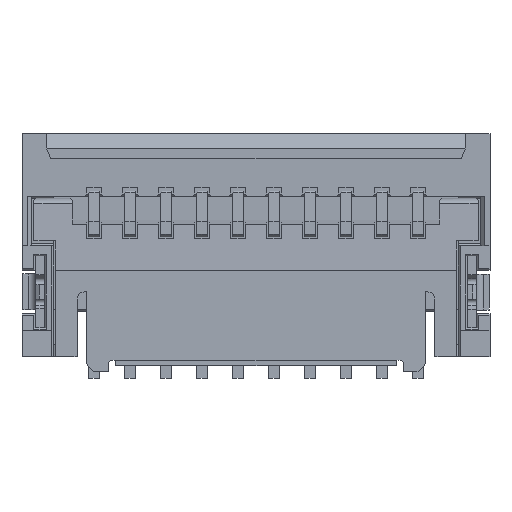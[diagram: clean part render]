
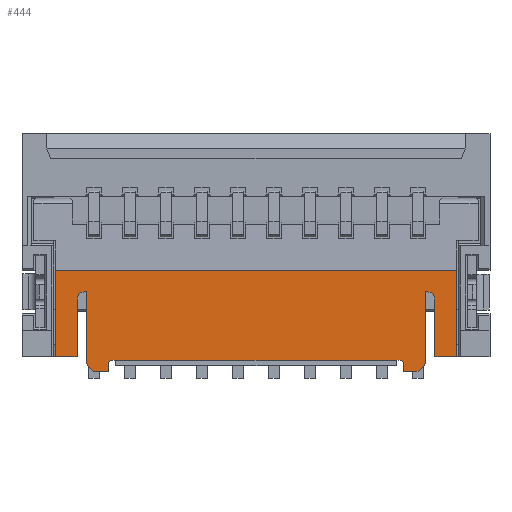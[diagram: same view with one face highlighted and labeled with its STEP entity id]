
A CAD part, top view. The second image highlights one B-rep face of the part: STEP entity #444.
In plain terms, the highlighted planar face has unit normal (0, 0, 1).
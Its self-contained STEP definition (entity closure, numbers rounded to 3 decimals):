
#444=ADVANCED_FACE('10093',(#1518),#1519,.T.);
#1518=FACE_OUTER_BOUND('',#2869,.T.);
#1519=PLANE('',#2870);
#2869=EDGE_LOOP('',(#6653,#6654,#6655,#6656,#6657,#6658,#6659,#6660,#6661,#6662,#6663,#6664,#6665,#6666,#6667,#6668,#6669,#6670,#6671,#6672,#6673,#6674));
#2870=AXIS2_PLACEMENT_3D('',#6675,#6676,#6677);
#6653=ORIENTED_EDGE('',*,*,#9889,.F.);
#6654=ORIENTED_EDGE('',*,*,#9887,.T.);
#6655=ORIENTED_EDGE('',*,*,#9885,.T.);
#6656=ORIENTED_EDGE('',*,*,#9882,.T.);
#6657=ORIENTED_EDGE('',*,*,#9880,.F.);
#6658=ORIENTED_EDGE('',*,*,#10509,.T.);
#6659=ORIENTED_EDGE('',*,*,#10563,.F.);
#6660=ORIENTED_EDGE('',*,*,#10564,.T.);
#6661=ORIENTED_EDGE('',*,*,#10565,.F.);
#6662=ORIENTED_EDGE('',*,*,#9916,.T.);
#6663=ORIENTED_EDGE('',*,*,#9876,.T.);
#6664=ORIENTED_EDGE('',*,*,#9873,.T.);
#6665=ORIENTED_EDGE('',*,*,#9923,.F.);
#6666=ORIENTED_EDGE('',*,*,#9871,.T.);
#6667=ORIENTED_EDGE('',*,*,#9867,.T.);
#6668=ORIENTED_EDGE('',*,*,#9865,.T.);
#6669=ORIENTED_EDGE('',*,*,#9861,.T.);
#6670=ORIENTED_EDGE('',*,*,#9858,.T.);
#6671=ORIENTED_EDGE('',*,*,#9855,.T.);
#6672=ORIENTED_EDGE('',*,*,#9852,.T.);
#6673=ORIENTED_EDGE('',*,*,#9850,.T.);
#6674=ORIENTED_EDGE('',*,*,#9849,.T.);
#6675=CARTESIAN_POINT('',(0.0,-2.4,0.66));
#6676=DIRECTION('',(0.0,0.0,1.0));
#6677=DIRECTION('',(1.0,-0.0,0.0));
#9849=EDGE_CURVE('11501',#12153,#12157,#12159,.T.);
#9850=EDGE_CURVE('11502',#12160,#12153,#12161,.T.);
#9852=EDGE_CURVE('11503',#12163,#12160,#12164,.T.);
#9855=EDGE_CURVE('11504',#12168,#12163,#12169,.T.);
#9858=EDGE_CURVE('11505',#12173,#12168,#12174,.T.);
#9861=EDGE_CURVE('11506',#12178,#12173,#12179,.T.);
#9865=EDGE_CURVE('11507',#12184,#12178,#12185,.T.);
#9867=EDGE_CURVE('11508',#12187,#12184,#12188,.T.);
#9871=EDGE_CURVE('11509',#12191,#12187,#12194,.T.);
#9873=EDGE_CURVE('11510',#12198,#12196,#12199,.T.);
#9876=EDGE_CURVE('11511',#12203,#12198,#12204,.T.);
#9880=EDGE_CURVE('11485',#12208,#12210,#12211,.T.);
#9882=EDGE_CURVE('11513',#12213,#12210,#12214,.T.);
#9885=EDGE_CURVE('11514',#12217,#12213,#12218,.T.);
#9887=EDGE_CURVE('11515',#12220,#12217,#12221,.T.);
#9889=EDGE_CURVE('11516',#12220,#12157,#12223,.T.);
#9916=EDGE_CURVE('11512',#12271,#12203,#12272,.T.);
#9923=EDGE_CURVE('11443',#12191,#12196,#12283,.T.);
#10509=EDGE_CURVE('11500',#12208,#13283,#13285,.T.);
#10563=EDGE_CURVE('11317',#13363,#13283,#13365,.T.);
#10564=EDGE_CURVE('11473',#13363,#13366,#13367,.T.);
#10565=EDGE_CURVE('11487',#12271,#13366,#13368,.T.);
#12153=VERTEX_POINT('',#15928);
#12157=VERTEX_POINT('',#15934);
#12159=LINE('',#15937,#15938);
#12160=VERTEX_POINT('',#15939);
#12161=LINE('',#15940,#15941);
#12163=VERTEX_POINT('',#15944);
#12164=LINE('',#15945,#15946);
#12168=VERTEX_POINT('',#15952);
#12169=CIRCLE('',#15953,0.05);
#12173=VERTEX_POINT('',#15958);
#12174=LINE('',#15959,#15960);
#12178=VERTEX_POINT('',#15966);
#12179=CIRCLE('',#15967,0.05);
#12184=VERTEX_POINT('',#15974);
#12185=LINE('',#15975,#15976);
#12187=VERTEX_POINT('',#15979);
#12188=LINE('',#15980,#15981);
#12191=VERTEX_POINT('',#15985);
#12194=LINE('',#15990,#15991);
#12196=VERTEX_POINT('',#15993);
#12198=VERTEX_POINT('',#15996);
#12199=LINE('',#15997,#15998);
#12203=VERTEX_POINT('',#16004);
#12204=CIRCLE('',#16005,0.1);
#12208=VERTEX_POINT('',#16010);
#12210=VERTEX_POINT('',#16013);
#12211=LINE('',#16014,#16015);
#12213=VERTEX_POINT('',#16018);
#12214=LINE('',#16019,#16020);
#12217=VERTEX_POINT('',#16025);
#12218=CIRCLE('',#16026,0.1);
#12220=VERTEX_POINT('',#16029);
#12221=LINE('',#16030,#16031);
#12223=LINE('',#16034,#16035);
#12271=VERTEX_POINT('',#16113);
#12272=LINE('',#16114,#16115);
#12283=LINE('',#16132,#16133);
#13283=VERTEX_POINT('',#17661);
#13285=LINE('',#17664,#17665);
#13363=VERTEX_POINT('',#17794);
#13365=LINE('',#17797,#17798);
#13366=VERTEX_POINT('',#17799);
#13367=LINE('',#17800,#17801);
#13368=LINE('',#17802,#17803);
#15928=CARTESIAN_POINT('',(2.25,-3.1,0.66));
#15934=CARTESIAN_POINT('',(2.35,-3.0,0.66));
#15937=CARTESIAN_POINT('',(2.25,-3.1,0.66));
#15938=VECTOR('',#20110,0.141);
#15939=CARTESIAN_POINT('',(2.05,-3.1,0.66));
#15940=CARTESIAN_POINT('',(2.05,-3.1,0.66));
#15941=VECTOR('',#20111,0.2);
#15944=CARTESIAN_POINT('',(2.05,-3.0,0.66));
#15945=CARTESIAN_POINT('',(2.05,-3.0,0.66));
#15946=VECTOR('',#20113,0.1);
#15952=CARTESIAN_POINT('',(2.0,-2.95,0.66));
#15953=AXIS2_PLACEMENT_3D('',#20116,#20117,#20118);
#15958=CARTESIAN_POINT('',(-2.0,-2.95,0.66));
#15959=CARTESIAN_POINT('',(-2.0,-2.95,0.66));
#15960=VECTOR('',#20123,4.0);
#15966=CARTESIAN_POINT('',(-2.05,-3.0,0.66));
#15967=AXIS2_PLACEMENT_3D('',#20126,#20127,#20128);
#15974=CARTESIAN_POINT('',(-2.05,-3.1,0.66));
#15975=CARTESIAN_POINT('',(-2.05,-3.1,0.66));
#15976=VECTOR('',#20134,0.1);
#15979=CARTESIAN_POINT('',(-2.25,-3.1,0.66));
#15980=CARTESIAN_POINT('',(-2.25,-3.1,0.66));
#15981=VECTOR('',#20136,0.2);
#15985=CARTESIAN_POINT('',(-2.35,-3.0,0.66));
#15990=CARTESIAN_POINT('',(-2.35,-3.0,0.66));
#15991=VECTOR('',#20140,0.141);
#15993=CARTESIAN_POINT('',(-2.35,-2.0,0.66));
#15996=CARTESIAN_POINT('',(-2.385,-2.0,0.66));
#15997=CARTESIAN_POINT('',(-2.385,-2.0,0.66));
#15998=VECTOR('',#20142,0.035);
#16004=CARTESIAN_POINT('',(-2.485,-2.1,0.66));
#16005=AXIS2_PLACEMENT_3D('',#20145,#20146,#20147);
#16010=CARTESIAN_POINT('',(2.785,-2.9,0.66));
#16013=CARTESIAN_POINT('',(2.485,-2.9,0.66));
#16014=CARTESIAN_POINT('',(2.785,-2.9,0.66));
#16015=VECTOR('',#20153,0.3);
#16018=CARTESIAN_POINT('',(2.485,-2.1,0.66));
#16019=CARTESIAN_POINT('',(2.485,-2.1,0.66));
#16020=VECTOR('',#20155,0.8);
#16025=CARTESIAN_POINT('',(2.385,-2.0,0.66));
#16026=AXIS2_PLACEMENT_3D('',#20158,#20159,#20160);
#16029=CARTESIAN_POINT('',(2.35,-2.0,0.66));
#16030=CARTESIAN_POINT('',(2.35,-2.0,0.66));
#16031=VECTOR('',#20162,0.035);
#16034=CARTESIAN_POINT('',(2.35,-2.0,0.66));
#16035=VECTOR('',#20164,1.0);
#16113=CARTESIAN_POINT('',(-2.485,-2.9,0.66));
#16114=CARTESIAN_POINT('',(-2.485,-2.9,0.66));
#16115=VECTOR('',#20194,0.8);
#16132=CARTESIAN_POINT('',(-2.35,-3.0,0.66));
#16133=VECTOR('',#20201,1.0);
#17661=CARTESIAN_POINT('',(2.785,-1.7,0.66));
#17664=CARTESIAN_POINT('',(2.785,-2.9,0.66));
#17665=VECTOR('',#20933,1.2);
#17794=CARTESIAN_POINT('',(-2.785,-1.7,0.66));
#17797=CARTESIAN_POINT('',(-2.785,-1.7,0.66));
#17798=VECTOR('',#20989,5.57);
#17799=CARTESIAN_POINT('',(-2.785,-2.9,0.66));
#17800=CARTESIAN_POINT('',(-2.785,-1.7,0.66));
#17801=VECTOR('',#20990,1.2);
#17802=CARTESIAN_POINT('',(-2.485,-2.9,0.66));
#17803=VECTOR('',#20991,0.3);
#20110=DIRECTION('',(0.707,0.707,0.));
#20111=DIRECTION('',(1.0,0.,0.));
#20113=DIRECTION('',(0.0,-1.0,0.));
#20116=CARTESIAN_POINT('',(2.0,-3.0,0.66));
#20117=DIRECTION('',(0.0,0.0,-1.0));
#20118=DIRECTION('',(0.0,1.0,0.0));
#20123=DIRECTION('',(1.0,0.0,0.0));
#20126=CARTESIAN_POINT('',(-2.0,-3.0,0.66));
#20127=DIRECTION('',(0.0,0.0,-1.0));
#20128=DIRECTION('',(-1.0,0.0,0.0));
#20134=DIRECTION('',(0.0,1.0,0.));
#20136=DIRECTION('',(1.0,0.,0.));
#20140=DIRECTION('',(0.707,-0.707,0.));
#20142=DIRECTION('',(1.0,0.,0.));
#20145=CARTESIAN_POINT('',(-2.385,-2.1,0.66));
#20146=DIRECTION('',(0.0,0.0,-1.0));
#20147=DIRECTION('',(-1.0,0.0,0.0));
#20153=DIRECTION('',(-1.0,0.0,0.0));
#20155=DIRECTION('',(0.0,-1.0,0.0));
#20158=CARTESIAN_POINT('',(2.385,-2.1,0.66));
#20159=DIRECTION('',(0.0,0.0,-1.0));
#20160=DIRECTION('',(0.0,1.0,0.0));
#20162=DIRECTION('',(1.0,0.,0.));
#20164=DIRECTION('',(0.,-1.0,0.));
#20194=DIRECTION('',(0.0,1.0,0.0));
#20201=DIRECTION('',(0.,1.0,0.));
#20933=DIRECTION('',(0.0,1.0,0.));
#20989=DIRECTION('',(1.0,0.0,0.0));
#20990=DIRECTION('',(0.0,-1.0,0.));
#20991=DIRECTION('',(-1.0,0.0,0.0));
